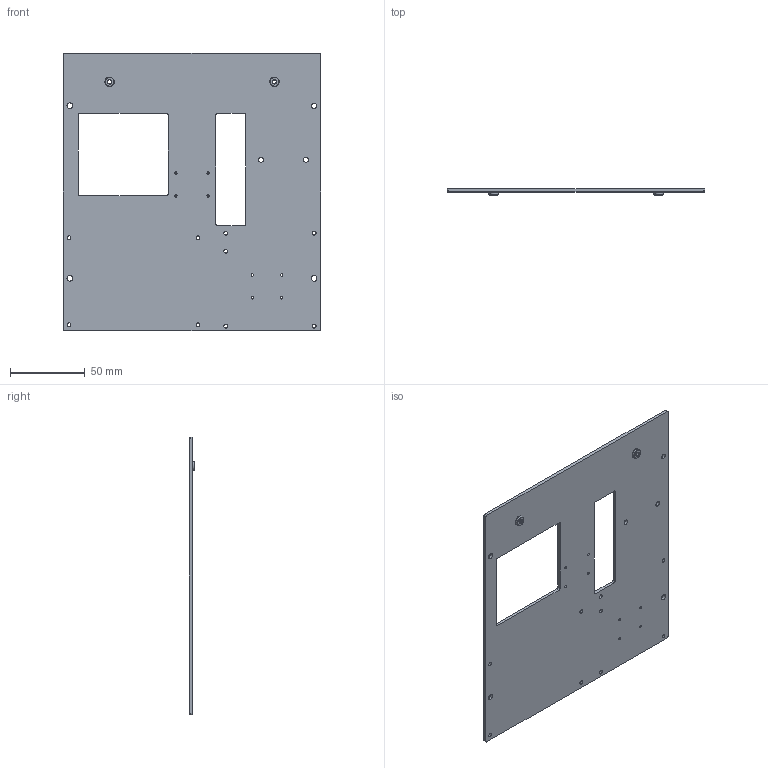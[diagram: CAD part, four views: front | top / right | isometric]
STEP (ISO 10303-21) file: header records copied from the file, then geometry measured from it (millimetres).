
FILE_DESCRIPTION (( 'STEP AP214' ), '1' );
FILE_NAME ('HEL-03-01010-00.STEP', '2023-07-12T08:27:24', ( '' ), ( '' ), 'SwSTEP 2.0', 'SolidWorks 2021', '' );
FILE_SCHEMA (( 'AUTOMOTIVE_DESIGN' ));
Length unit declared in the file: millimetre
Products named in the file (3): HEL-03-01010-00; HEL-04-01010-01_Standard; aluminum nut_pmm_PEM CLA-M3-2 ---N
Assembly tree (3 placements, depth 2):
  HEL-03-01010-00
    HEL-04-01010-01_Standard
    aluminum nut_pmm_PEM CLA-M3-2 ---N  x2
Bounding box: 172 x 4 x 185 mm (x, y, z)
Volume: 53859.7 mm3; surface area: 56725.3 mm2
Topology: 3 solids, 3 shells, 285 faces, 795 edges, 522 vertices
Faces by surface type: plane 186, cylinder 83, cone 16
Entity records: 6121 total; most frequent: DIRECTION 1039, CARTESIAN_POINT 1039, ORIENTED_EDGE 1026, EDGE_CURVE 513, VECTOR 363, LINE 363, AXIS2_PLACEMENT_3D 338, VERTEX_POINT 338
